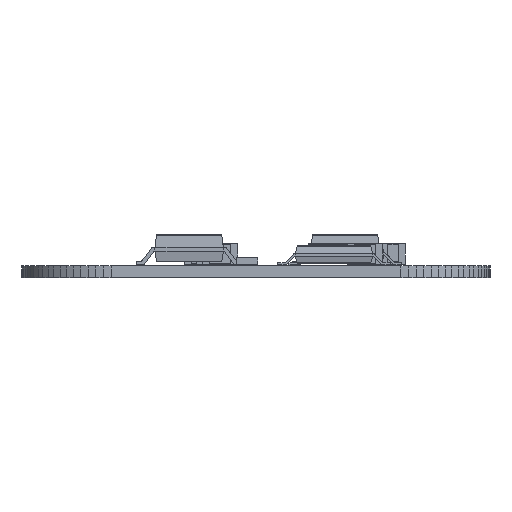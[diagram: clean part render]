
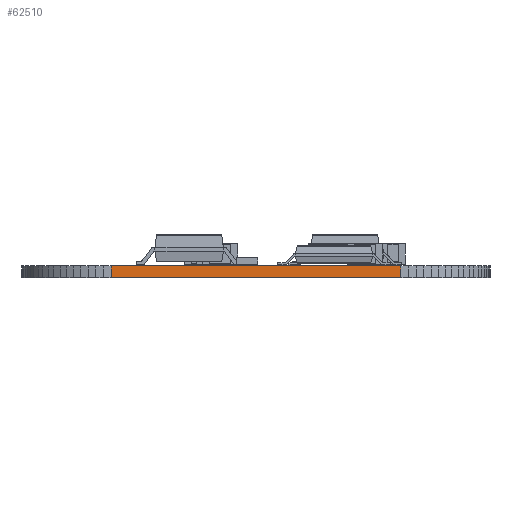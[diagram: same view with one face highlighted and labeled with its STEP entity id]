
A CAD part, front view. The second image highlights one B-rep face of the part: STEP entity #62510.
In plain terms, the highlighted planar face has unit normal (0, -1, 0).
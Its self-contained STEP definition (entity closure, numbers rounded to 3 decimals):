
#53104 = PLANE('',#53105);
#53105 = AXIS2_PLACEMENT_3D('',#53106,#53107,#53108);
#53106 = CARTESIAN_POINT('',(11.43,-23.957,0.68));
#53107 = DIRECTION('',(-0.,-0.,-1.));
#53108 = DIRECTION('',(-1.,0.,0.));
#53158 = PLANE('',#53159);
#53159 = AXIS2_PLACEMENT_3D('',#53160,#53161,#53162);
#53160 = CARTESIAN_POINT('',(11.43,-23.957,0.));
#53161 = DIRECTION('',(-0.,-0.,-1.));
#53162 = DIRECTION('',(-1.,0.,0.));
#54695 = VERTEX_POINT('',#54696);
#54696 = CARTESIAN_POINT('',(19.685,-53.975,0.));
#54710 = PLANE('',#54711);
#54711 = AXIS2_PLACEMENT_3D('',#54712,#54713,#54714);
#54712 = CARTESIAN_POINT('',(20.128,-53.956,0.));
#54713 = DIRECTION('',(0.044,-0.999,0.));
#54714 = DIRECTION('',(-0.999,-0.044,0.));
#54722 = EDGE_CURVE('',#54695,#54723,#54725,.T.);
#54723 = VERTEX_POINT('',#54724);
#54724 = CARTESIAN_POINT('',(3.175,-53.975,0.));
#54725 = SURFACE_CURVE('',#54726,(#54730,#54737),.PCURVE_S1.);
#54726 = LINE('',#54727,#54728);
#54727 = CARTESIAN_POINT('',(19.685,-53.975,0.));
#54728 = VECTOR('',#54729,1.);
#54729 = DIRECTION('',(-1.,0.,0.));
#54730 = PCURVE('',#53158,#54731);
#54731 = DEFINITIONAL_REPRESENTATION('',(#54732),#54736);
#54732 = LINE('',#54733,#54734);
#54733 = CARTESIAN_POINT('',(-8.255,-30.018));
#54734 = VECTOR('',#54735,1.);
#54735 = DIRECTION('',(1.,0.));
#54736 = ( GEOMETRIC_REPRESENTATION_CONTEXT(2) 
PARAMETRIC_REPRESENTATION_CONTEXT() REPRESENTATION_CONTEXT('2D SPACE',''
  ) );
#54737 = PCURVE('',#54738,#54743);
#54738 = PLANE('',#54739);
#54739 = AXIS2_PLACEMENT_3D('',#54740,#54741,#54742);
#54740 = CARTESIAN_POINT('',(19.685,-53.975,0.));
#54741 = DIRECTION('',(0.,-1.,0.));
#54742 = DIRECTION('',(-1.,0.,0.));
#54743 = DEFINITIONAL_REPRESENTATION('',(#54744),#54748);
#54744 = LINE('',#54745,#54746);
#54745 = CARTESIAN_POINT('',(0.,-0.));
#54746 = VECTOR('',#54747,1.);
#54747 = DIRECTION('',(1.,0.));
#54748 = ( GEOMETRIC_REPRESENTATION_CONTEXT(2) 
PARAMETRIC_REPRESENTATION_CONTEXT() REPRESENTATION_CONTEXT('2D SPACE',''
  ) );
#54766 = PLANE('',#54767);
#54767 = AXIS2_PLACEMENT_3D('',#54768,#54769,#54770);
#54768 = CARTESIAN_POINT('',(3.175,-53.975,0.));
#54769 = DIRECTION('',(-0.044,-0.999,0.));
#54770 = DIRECTION('',(-0.999,0.044,0.));
#58341 = VERTEX_POINT('',#58342);
#58342 = CARTESIAN_POINT('',(19.685,-53.975,0.68));
#58363 = EDGE_CURVE('',#58341,#58364,#58366,.T.);
#58364 = VERTEX_POINT('',#58365);
#58365 = CARTESIAN_POINT('',(3.175,-53.975,0.68));
#58366 = SURFACE_CURVE('',#58367,(#58371,#58378),.PCURVE_S1.);
#58367 = LINE('',#58368,#58369);
#58368 = CARTESIAN_POINT('',(19.685,-53.975,0.68));
#58369 = VECTOR('',#58370,1.);
#58370 = DIRECTION('',(-1.,0.,0.));
#58371 = PCURVE('',#53104,#58372);
#58372 = DEFINITIONAL_REPRESENTATION('',(#58373),#58377);
#58373 = LINE('',#58374,#58375);
#58374 = CARTESIAN_POINT('',(-8.255,-30.018));
#58375 = VECTOR('',#58376,1.);
#58376 = DIRECTION('',(1.,0.));
#58377 = ( GEOMETRIC_REPRESENTATION_CONTEXT(2) 
PARAMETRIC_REPRESENTATION_CONTEXT() REPRESENTATION_CONTEXT('2D SPACE',''
  ) );
#58378 = PCURVE('',#54738,#58379);
#58379 = DEFINITIONAL_REPRESENTATION('',(#58380),#58384);
#58380 = LINE('',#58381,#58382);
#58381 = CARTESIAN_POINT('',(0.,-0.68));
#58382 = VECTOR('',#58383,1.);
#58383 = DIRECTION('',(1.,0.));
#58384 = ( GEOMETRIC_REPRESENTATION_CONTEXT(2) 
PARAMETRIC_REPRESENTATION_CONTEXT() REPRESENTATION_CONTEXT('2D SPACE',''
  ) );
#62460 = EDGE_CURVE('',#54723,#58364,#62461,.T.);
#62461 = SURFACE_CURVE('',#62462,(#62466,#62473),.PCURVE_S1.);
#62462 = LINE('',#62463,#62464);
#62463 = CARTESIAN_POINT('',(3.175,-53.975,0.));
#62464 = VECTOR('',#62465,1.);
#62465 = DIRECTION('',(0.,0.,1.));
#62466 = PCURVE('',#54766,#62467);
#62467 = DEFINITIONAL_REPRESENTATION('',(#62468),#62472);
#62468 = LINE('',#62469,#62470);
#62469 = CARTESIAN_POINT('',(0.,0.));
#62470 = VECTOR('',#62471,1.);
#62471 = DIRECTION('',(0.,-1.));
#62472 = ( GEOMETRIC_REPRESENTATION_CONTEXT(2) 
PARAMETRIC_REPRESENTATION_CONTEXT() REPRESENTATION_CONTEXT('2D SPACE',''
  ) );
#62473 = PCURVE('',#54738,#62474);
#62474 = DEFINITIONAL_REPRESENTATION('',(#62475),#62479);
#62475 = LINE('',#62476,#62477);
#62476 = CARTESIAN_POINT('',(16.51,0.));
#62477 = VECTOR('',#62478,1.);
#62478 = DIRECTION('',(0.,-1.));
#62479 = ( GEOMETRIC_REPRESENTATION_CONTEXT(2) 
PARAMETRIC_REPRESENTATION_CONTEXT() REPRESENTATION_CONTEXT('2D SPACE',''
  ) );
#62510 = ADVANCED_FACE('',(#62511),#54738,.T.);
#62511 = FACE_BOUND('',#62512,.T.);
#62512 = EDGE_LOOP('',(#62513,#62534,#62535,#62536));
#62513 = ORIENTED_EDGE('',*,*,#62514,.T.);
#62514 = EDGE_CURVE('',#54695,#58341,#62515,.T.);
#62515 = SURFACE_CURVE('',#62516,(#62520,#62527),.PCURVE_S1.);
#62516 = LINE('',#62517,#62518);
#62517 = CARTESIAN_POINT('',(19.685,-53.975,0.));
#62518 = VECTOR('',#62519,1.);
#62519 = DIRECTION('',(0.,0.,1.));
#62520 = PCURVE('',#54738,#62521);
#62521 = DEFINITIONAL_REPRESENTATION('',(#62522),#62526);
#62522 = LINE('',#62523,#62524);
#62523 = CARTESIAN_POINT('',(0.,-0.));
#62524 = VECTOR('',#62525,1.);
#62525 = DIRECTION('',(0.,-1.));
#62526 = ( GEOMETRIC_REPRESENTATION_CONTEXT(2) 
PARAMETRIC_REPRESENTATION_CONTEXT() REPRESENTATION_CONTEXT('2D SPACE',''
  ) );
#62527 = PCURVE('',#54710,#62528);
#62528 = DEFINITIONAL_REPRESENTATION('',(#62529),#62533);
#62529 = LINE('',#62530,#62531);
#62530 = CARTESIAN_POINT('',(0.443,0.));
#62531 = VECTOR('',#62532,1.);
#62532 = DIRECTION('',(0.,-1.));
#62533 = ( GEOMETRIC_REPRESENTATION_CONTEXT(2) 
PARAMETRIC_REPRESENTATION_CONTEXT() REPRESENTATION_CONTEXT('2D SPACE',''
  ) );
#62534 = ORIENTED_EDGE('',*,*,#58363,.T.);
#62535 = ORIENTED_EDGE('',*,*,#62460,.F.);
#62536 = ORIENTED_EDGE('',*,*,#54722,.F.);
